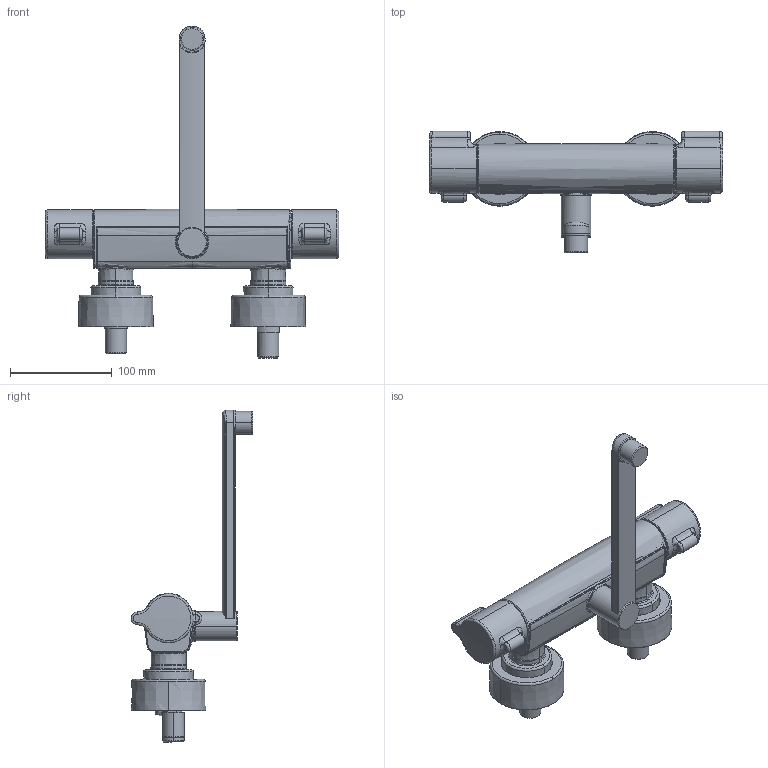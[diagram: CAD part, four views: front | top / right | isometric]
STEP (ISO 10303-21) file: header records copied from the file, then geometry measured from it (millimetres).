
FILE_DESCRIPTION (( 'STEP AP203' ), '1' );
FILE_NAME ('08806202.STEP', '2019-07-16T11:14:31', ( '' ), ( '' ), 'SwSTEP 2.0', 'SolidWorks 2016', '' );
FILE_SCHEMA (( 'CONFIG_CONTROL_DESIGN' ));
Length unit declared in the file: millimetre
Products named in the file (1): 08806202
Bounding box: 289.2 x 119.74 x 326.75 mm (x, y, z)
Volume: 644665.8 mm3; surface area: 187401.4 mm2
Topology: 1 solids, 1 shells, 600 faces, 1501 edges, 916 vertices
Faces by surface type: bspline 238, cylinder 177, plane 83, torus 54, cone 32, sphere 16
Entity records: 36660 total; most frequent: CARTESIAN_POINT 24188, ORIENTED_EDGE 2986, DIRECTION 2063, EDGE_CURVE 1493, VERTEX_POINT 916, AXIS2_PLACEMENT_3D 882, EDGE_LOOP 633, B_SPLINE_CURVE_WITH_KNOTS 627
